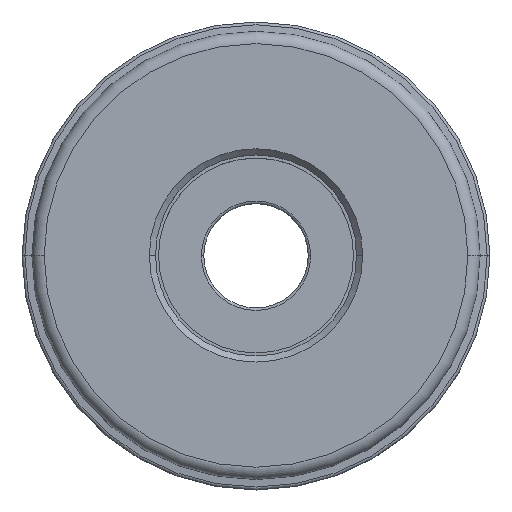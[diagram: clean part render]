
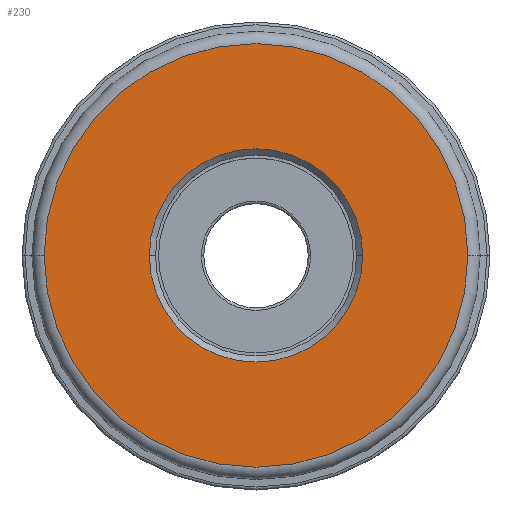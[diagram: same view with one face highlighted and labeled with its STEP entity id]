
A CAD part, top view. The second image highlights one B-rep face of the part: STEP entity #230.
In plain terms, the highlighted planar face has unit normal (0, 0, 1).
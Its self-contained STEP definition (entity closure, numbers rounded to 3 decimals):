
#230=ADVANCED_FACE('',(#297,#298),#290,.F.);
#290=PLANE('',#1509);
#297=FACE_BOUND('',#335,.T.);
#298=FACE_BOUND('',#336,.T.);
#335=EDGE_LOOP('',(#511,#512));
#336=EDGE_LOOP('',(#513,#514));
#511=ORIENTED_EDGE('',*,*,#915,.T.);
#512=ORIENTED_EDGE('',*,*,#916,.T.);
#513=ORIENTED_EDGE('',*,*,#917,.T.);
#514=ORIENTED_EDGE('',*,*,#918,.T.);
#789=VERTEX_POINT('',#2381);
#790=VERTEX_POINT('',#2382);
#791=VERTEX_POINT('',#2385);
#792=VERTEX_POINT('',#2386);
#915=EDGE_CURVE('',#789,#790,#1092,.T.);
#916=EDGE_CURVE('',#790,#789,#1093,.T.);
#917=EDGE_CURVE('',#791,#792,#1094,.T.);
#918=EDGE_CURVE('',#792,#791,#1095,.T.);
#1092=CIRCLE('',#1505,34.5);
#1093=CIRCLE('',#1506,34.5);
#1094=CIRCLE('',#1507,17.375);
#1095=CIRCLE('',#1508,17.375);
#1505=AXIS2_PLACEMENT_3D('',#2380,#1848,#1849);
#1506=AXIS2_PLACEMENT_3D('',#2383,#1850,#1851);
#1507=AXIS2_PLACEMENT_3D('',#2384,#1852,#1853);
#1508=AXIS2_PLACEMENT_3D('',#2387,#1854,#1855);
#1509=AXIS2_PLACEMENT_3D('',#2388,#1856,#1857);
#1848=DIRECTION('',(0.,0.,1.));
#1849=DIRECTION('',(1.,0.,0.));
#1850=DIRECTION('',(0.,0.,1.));
#1851=DIRECTION('',(-1.,0.,0.));
#1852=DIRECTION('',(0.,0.,-1.));
#1853=DIRECTION('',(-1.,0.,0.));
#1854=DIRECTION('',(0.,0.,-1.));
#1855=DIRECTION('',(1.,0.,0.));
#1856=DIRECTION('',(0.,0.,-1.));
#1857=DIRECTION('',(1.,0.,0.));
#2380=CARTESIAN_POINT('',(0.,0.,0.));
#2381=CARTESIAN_POINT('',(34.5,0.,0.));
#2382=CARTESIAN_POINT('',(-34.5,0.,0.));
#2383=CARTESIAN_POINT('',(0.,0.,0.));
#2384=CARTESIAN_POINT('',(0.,0.,0.));
#2385=CARTESIAN_POINT('',(-17.375,0.,0.));
#2386=CARTESIAN_POINT('',(17.375,0.,0.));
#2387=CARTESIAN_POINT('',(0.,0.,0.));
#2388=CARTESIAN_POINT('',(0.,0.,0.));
